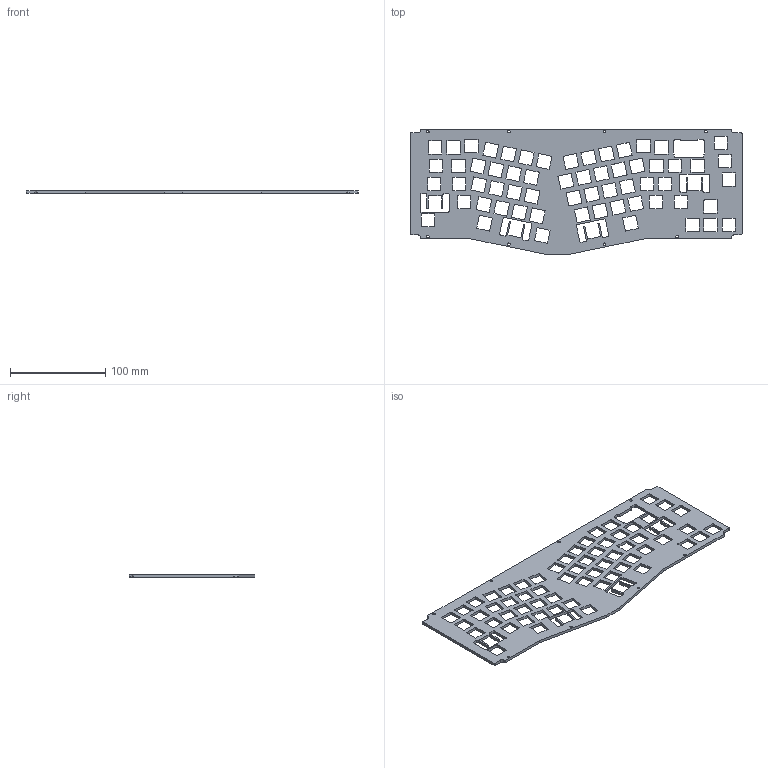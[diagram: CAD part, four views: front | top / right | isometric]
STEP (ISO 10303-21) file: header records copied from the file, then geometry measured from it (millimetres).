
FILE_DESCRIPTION(/* description */ (''),/* implementation_level */ '2;1');
FILE_NAME(/* name */ '5ef7a87c9f688e139109dc17',/* time_stamp */ '2020-06-27T20:13:49+00:00',/* author */ (''),/* organization */ (''),/* preprocessor_version */ 'ST-DEVELOPER v16.7',/* originating_system */ $,/* authorisation */ $);
FILE_SCHEMA (('AUTOMOTIVE_DESIGN {1 0 10303 214 3 1 1}'));
Length unit declared in the file: metre
Products named in the file (1): Switch Plate
Bounding box: 348 x 131.9 x 3 mm (x, y, z)
Volume: 80656.5 mm3; surface area: 69090.6 mm2
Topology: 1 solids, 1 shells, 654 faces, 1956 edges, 1304 vertices
Faces by surface type: cylinder 328, plane 326
Full cylindrical faces by diameter (mm): 2.7 x8
Entity records: 22482 total; most frequent: DIRECTION 3914, CARTESIAN_POINT 3907, ORIENTED_EDGE 3896, EDGE_CURVE 1948, AXIS2_PLACEMENT_3D 1311, VERTEX_POINT 1304, LINE 1292, VECTOR 1292
